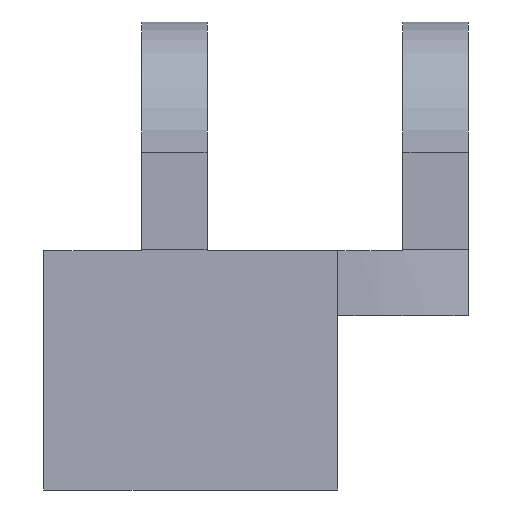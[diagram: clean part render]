
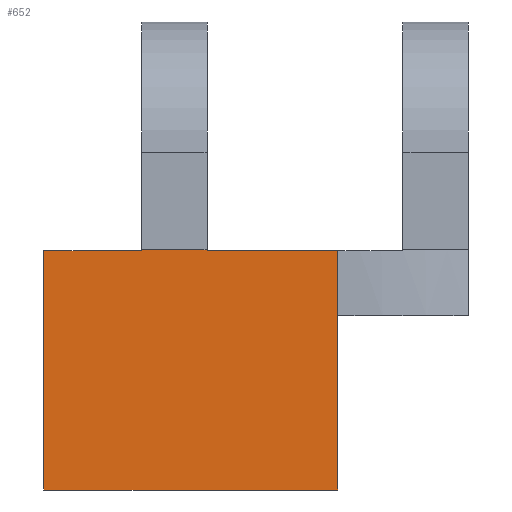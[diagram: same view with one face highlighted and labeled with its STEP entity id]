
A CAD part, left-side view. The second image highlights one B-rep face of the part: STEP entity #652.
In plain terms, the highlighted planar face has unit normal (-1, 0, 0).
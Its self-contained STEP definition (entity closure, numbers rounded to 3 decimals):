
#38=LINE('',#969,#108);
#50=LINE('',#1010,#120);
#51=LINE('',#1012,#121);
#52=LINE('',#1014,#122);
#53=LINE('',#1016,#123);
#54=LINE('',#1018,#124);
#55=LINE('',#1020,#125);
#56=LINE('',#1021,#126);
#108=VECTOR('',#774,10.);
#120=VECTOR('',#812,10.);
#121=VECTOR('',#813,10.);
#122=VECTOR('',#814,10.);
#123=VECTOR('',#815,10.);
#124=VECTOR('',#816,10.);
#125=VECTOR('',#817,10.);
#126=VECTOR('',#818,10.);
#176=PLANE('',#713);
#201=FACE_OUTER_BOUND('',#237,.T.);
#237=EDGE_LOOP('',(#489,#490,#491,#492,#493,#494,#495,#496));
#304=VERTEX_POINT('',#966);
#305=VERTEX_POINT('',#968);
#321=VERTEX_POINT('',#1009);
#322=VERTEX_POINT('',#1011);
#323=VERTEX_POINT('',#1013);
#324=VERTEX_POINT('',#1015);
#325=VERTEX_POINT('',#1017);
#326=VERTEX_POINT('',#1019);
#369=EDGE_CURVE('',#305,#304,#38,.T.);
#389=EDGE_CURVE('',#304,#321,#50,.F.);
#390=EDGE_CURVE('',#321,#322,#51,.F.);
#391=EDGE_CURVE('',#322,#323,#52,.F.);
#392=EDGE_CURVE('',#324,#323,#53,.F.);
#393=EDGE_CURVE('',#325,#324,#54,.F.);
#394=EDGE_CURVE('',#326,#325,#55,.T.);
#395=EDGE_CURVE('',#305,#326,#56,.F.);
#489=ORIENTED_EDGE('',*,*,#369,.T.);
#490=ORIENTED_EDGE('',*,*,#389,.T.);
#491=ORIENTED_EDGE('',*,*,#390,.T.);
#492=ORIENTED_EDGE('',*,*,#391,.T.);
#493=ORIENTED_EDGE('',*,*,#392,.F.);
#494=ORIENTED_EDGE('',*,*,#393,.F.);
#495=ORIENTED_EDGE('',*,*,#394,.F.);
#496=ORIENTED_EDGE('',*,*,#395,.F.);
#652=ADVANCED_FACE('',(#201),#176,.T.);
#713=AXIS2_PLACEMENT_3D('',#1008,#810,#811);
#774=DIRECTION('',(0.,0.,1.));
#810=DIRECTION('center_axis',(-1.,0.,0.));
#811=DIRECTION('ref_axis',(0.,-1.,0.));
#812=DIRECTION('',(0.,-1.,0.));
#813=DIRECTION('',(0.,0.,-1.));
#814=DIRECTION('',(0.,-1.,0.));
#815=DIRECTION('',(0.,0.,-1.));
#816=DIRECTION('',(0.,1.,0.));
#817=DIRECTION('',(0.,0.,1.));
#818=DIRECTION('',(0.,-1.,0.));
#966=CARTESIAN_POINT('',(-15.,13.,2.));
#968=CARTESIAN_POINT('',(-15.,13.,-5.33));
#969=CARTESIAN_POINT('',(-15.,13.,0.));
#1008=CARTESIAN_POINT('Origin',(-15.,22.,0.));
#1009=CARTESIAN_POINT('',(-15.,17.,2.));
#1010=CARTESIAN_POINT('',(-15.,19.5,2.));
#1011=CARTESIAN_POINT('',(-15.,17.,2.026));
#1012=CARTESIAN_POINT('',(-15.,17.,4.5));
#1013=CARTESIAN_POINT('',(-15.,19.,2.026));
#1014=CARTESIAN_POINT('',(-15.,15.5,2.026));
#1015=CARTESIAN_POINT('',(-15.,19.,2.));
#1016=CARTESIAN_POINT('',(-15.,19.,2.75));
#1017=CARTESIAN_POINT('',(-15.,22.,2.));
#1018=CARTESIAN_POINT('',(-15.,16.5,2.));
#1019=CARTESIAN_POINT('',(-15.,22.,-5.33));
#1020=CARTESIAN_POINT('',(-15.,22.,0.));
#1021=CARTESIAN_POINT('',(-15.,19.75,-5.33));
